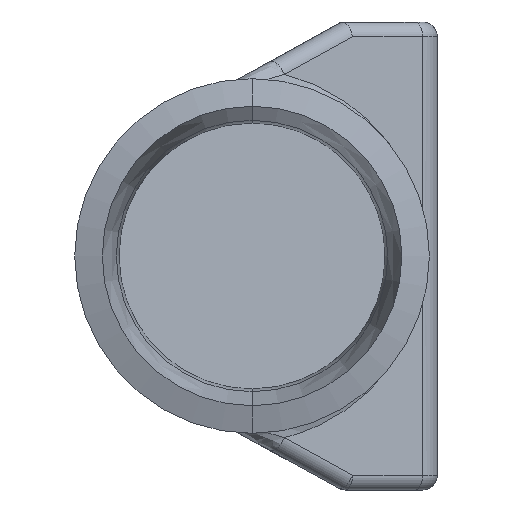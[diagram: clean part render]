
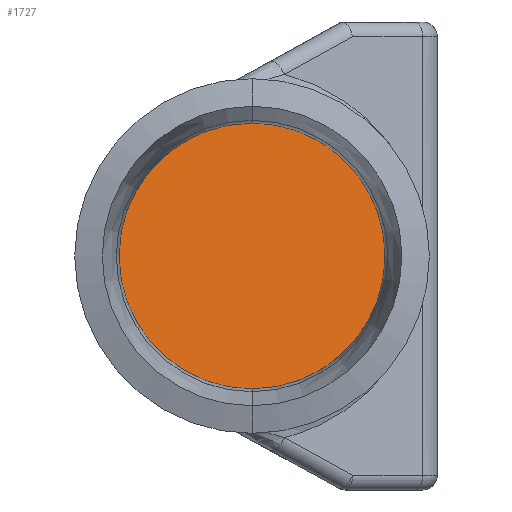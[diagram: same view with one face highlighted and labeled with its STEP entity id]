
A CAD part, left-side view. The second image highlights one B-rep face of the part: STEP entity #1727.
In plain terms, the highlighted planar face has unit normal (-0.866, -0.5, 0).
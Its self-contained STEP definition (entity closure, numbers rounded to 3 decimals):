
#116 = PLANE ( 'NONE',  #1375 ) ;
#250 = EDGE_CURVE ( 'NONE', #725, #750, #1580, .T. ) ;
#302 = CARTESIAN_POINT ( 'NONE',  ( 104.642, 0., 13.5 ) ) ;
#305 = CARTESIAN_POINT ( 'NONE',  ( 104.642, 0., -13.5 ) ) ;
#387 =( BOUNDED_CURVE ( )  B_SPLINE_CURVE ( 3, ( #302, #424, #1794, #1502 ),
 .UNSPECIFIED., .F., .T. ) 
 B_SPLINE_CURVE_WITH_KNOTS ( ( 4, 4 ),
 ( 4.712, 7.854 ),
 .UNSPECIFIED. ) 
 CURVE ( )  GEOMETRIC_REPRESENTATION_ITEM ( )  RATIONAL_B_SPLINE_CURVE ( ( 1., 0.333, 0.333, 1. ) ) 
 REPRESENTATION_ITEM ( '' )  );
#424 = CARTESIAN_POINT ( 'NONE',  ( 89.054, 27., 13.5 ) ) ;
#572 = CARTESIAN_POINT ( 'NONE',  ( 120.231, -27., 13.5 ) ) ;
#586 = EDGE_LOOP ( 'NONE', ( #1011, #1024 ) ) ;
#723 = DIRECTION ( 'NONE',  ( -0.866, -0.5, 0. ) ) ;
#725 = VERTEX_POINT ( 'NONE', #305 ) ;
#750 = VERTEX_POINT ( 'NONE', #1173 ) ;
#854 = CARTESIAN_POINT ( 'NONE',  ( 114.919, -17.8, -66.169 ) ) ;
#1011 = ORIENTED_EDGE ( 'NONE', *, *, #1866, .T. ) ;
#1024 = ORIENTED_EDGE ( 'NONE', *, *, #250, .T. ) ;
#1056 = CARTESIAN_POINT ( 'NONE',  ( 104.642, 0., -13.5 ) ) ;
#1173 = CARTESIAN_POINT ( 'NONE',  ( 104.642, 0., 13.5 ) ) ;
#1293 = DIRECTION ( 'NONE',  ( 0.5, -0.866, 0. ) ) ;
#1375 = AXIS2_PLACEMENT_3D ( 'NONE', #854, #723, #1293 ) ;
#1495 = CARTESIAN_POINT ( 'NONE',  ( 104.642, 0., 13.5 ) ) ;
#1502 = CARTESIAN_POINT ( 'NONE',  ( 104.642, 0., -13.5 ) ) ;
#1580 =( BOUNDED_CURVE ( )  B_SPLINE_CURVE ( 3, ( #1056, #1947, #572, #1495 ),
 .UNSPECIFIED., .F., .F. ) 
 B_SPLINE_CURVE_WITH_KNOTS ( ( 4, 4 ),
 ( 1.571, 4.712 ),
 .UNSPECIFIED. ) 
 CURVE ( )  GEOMETRIC_REPRESENTATION_ITEM ( )  RATIONAL_B_SPLINE_CURVE ( ( 1., 0.333, 0.333, 1. ) ) 
 REPRESENTATION_ITEM ( '' )  );
#1727 = ADVANCED_FACE ( 'NONE', ( #1777 ), #116, .T. ) ;
#1777 = FACE_OUTER_BOUND ( 'NONE', #586, .T. ) ;
#1794 = CARTESIAN_POINT ( 'NONE',  ( 89.054, 27., -13.5 ) ) ;
#1866 = EDGE_CURVE ( 'NONE', #750, #725, #387, .T. ) ;
#1947 = CARTESIAN_POINT ( 'NONE',  ( 120.231, -27., -13.5 ) ) ;
